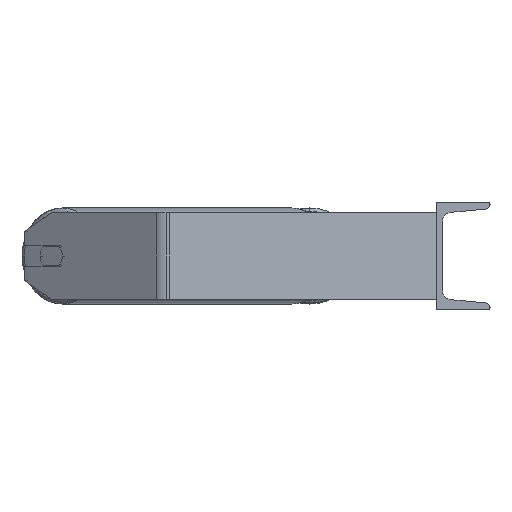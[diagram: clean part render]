
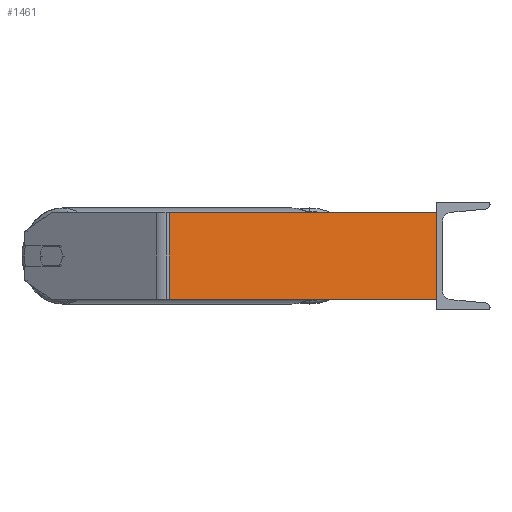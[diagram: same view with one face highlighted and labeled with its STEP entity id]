
A CAD part, left-side view. The second image highlights one B-rep face of the part: STEP entity #1461.
In plain terms, the highlighted planar face has unit normal (-0.985, -0.174, 0).
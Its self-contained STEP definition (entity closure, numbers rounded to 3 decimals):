
#41 = CARTESIAN_POINT ( 'NONE',  ( -628.569, 247.094, -40. ) ) ;
#752 = CARTESIAN_POINT ( 'NONE',  ( -585., 0., 40. ) ) ;
#805 = EDGE_CURVE ( 'NONE', #1261, #4998, #1463, .T. ) ;
#823 = EDGE_LOOP ( 'NONE', ( #3342, #2775, #2221, #2639 ) ) ;
#1026 = DIRECTION ( 'NONE',  ( 0.174, -0.985, 0. ) ) ;
#1261 = VERTEX_POINT ( 'NONE', #752 ) ;
#1354 = VERTEX_POINT ( 'NONE', #3060 ) ;
#1461 = ADVANCED_FACE ( 'NONE', ( #7421 ), #6078, .F. ) ;
#1463 = LINE ( 'NONE', #2342, #3459 ) ;
#1800 = VECTOR ( 'NONE', #1026, 1000. ) ;
#1868 = LINE ( 'NONE', #6609, #1800 ) ;
#1951 = EDGE_CURVE ( 'NONE', #7610, #4998, #2920, .T. ) ;
#2013 = CARTESIAN_POINT ( 'NONE',  ( -629.72, 253.621, -40. ) ) ;
#2221 = ORIENTED_EDGE ( 'NONE', *, *, #4227, .F. ) ;
#2342 = CARTESIAN_POINT ( 'NONE',  ( -585., 0., 40. ) ) ;
#2639 = ORIENTED_EDGE ( 'NONE', *, *, #6250, .T. ) ;
#2775 = ORIENTED_EDGE ( 'NONE', *, *, #805, .F. ) ;
#2920 = LINE ( 'NONE', #2013, #7314 ) ;
#3060 = CARTESIAN_POINT ( 'NONE',  ( -628.569, 247.094, 40. ) ) ;
#3332 = VECTOR ( 'NONE', #5366, 1000. ) ;
#3342 = ORIENTED_EDGE ( 'NONE', *, *, #1951, .T. ) ;
#3459 = VECTOR ( 'NONE', #5676, 1000. ) ;
#4068 = LINE ( 'NONE', #6897, #3332 ) ;
#4227 = EDGE_CURVE ( 'NONE', #1354, #1261, #1868, .T. ) ;
#4594 = DIRECTION ( 'NONE',  ( 0.985, 0.174, 0. ) ) ;
#4857 = DIRECTION ( 'NONE',  ( 0.174, -0.985, 0. ) ) ;
#4998 = VERTEX_POINT ( 'NONE', #6794 ) ;
#5366 = DIRECTION ( 'NONE',  ( 0., 0., -1. ) ) ;
#5386 = DIRECTION ( 'NONE',  ( -0.174, 0.985, 0. ) ) ;
#5676 = DIRECTION ( 'NONE',  ( 0., 0., -1. ) ) ;
#6078 = PLANE ( 'NONE',  #7740 ) ;
#6250 = EDGE_CURVE ( 'NONE', #1354, #7610, #4068, .T. ) ;
#6609 = CARTESIAN_POINT ( 'NONE',  ( -629.72, 253.621, 40. ) ) ;
#6794 = CARTESIAN_POINT ( 'NONE',  ( -585., 0., -40. ) ) ;
#6897 = CARTESIAN_POINT ( 'NONE',  ( -628.569, 247.094, 40. ) ) ;
#7314 = VECTOR ( 'NONE', #4857, 1000. ) ;
#7421 = FACE_OUTER_BOUND ( 'NONE', #823, .T. ) ;
#7610 = VERTEX_POINT ( 'NONE', #41 ) ;
#7740 = AXIS2_PLACEMENT_3D ( 'NONE', #8890, #4594, #5386 ) ;
#8890 = CARTESIAN_POINT ( 'NONE',  ( -629.72, 253.621, 40. ) ) ;
